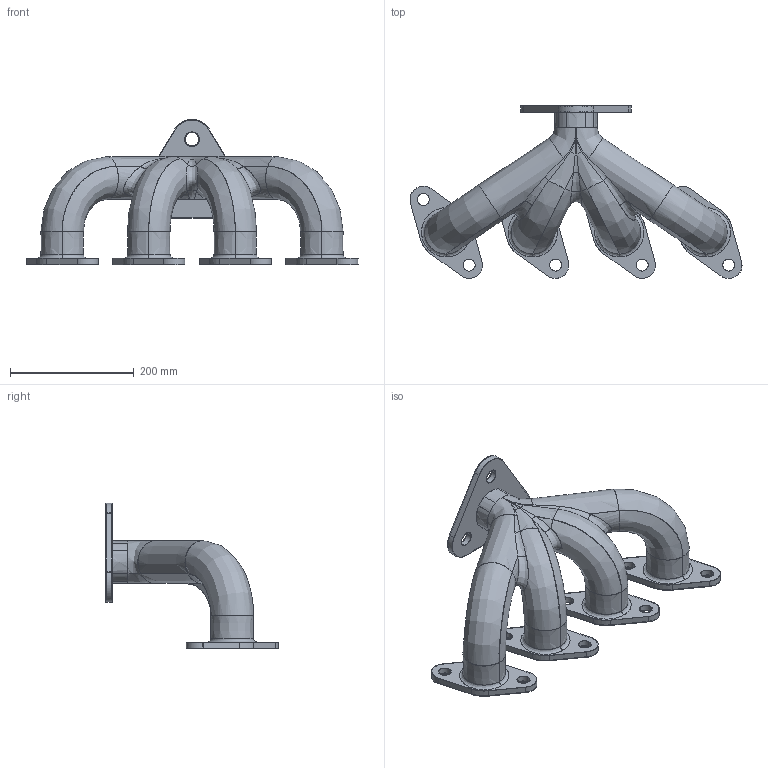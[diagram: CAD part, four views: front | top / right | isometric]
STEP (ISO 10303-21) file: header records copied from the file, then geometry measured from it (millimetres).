
FILE_DESCRIPTION(('FreeCAD Model'),'2;1');
FILE_NAME('Open CASCADE Shape Model','2025-04-27T13:57:08',('FreeCAD'),( 'FreeCAD'),'Open CASCADE STEP processor 7.6','FreeCAD','Unknown');
FILE_SCHEMA(('AUTOMOTIVE_DESIGN { 1 0 10303 214 1 1 1 1 }'));
Products named in the file (1): Open CASCADE STEP translator 7.6 1
Bounding box: 537.32 x 279.16 x 235.26 mm (x, y, z)
Surface area: 693759.6 mm2 (no closed solid volume)
Topology: 0 solids, 325 shells, 325 faces, 1710 edges, 1702 vertices
Faces by surface type: bspline 325
Entity records: 36184 total; most frequent: CARTESIAN_POINT 27802, ORIENTED_EDGE 1702, EDGE_CURVE 1702, VERTEX_POINT 1702, B_SPLINE_CURVE_WITH_KNOTS 1278, FACE_BOUND 402, EDGE_LOOP 402, SHELL_BASED_SURFACE_MODEL 325
